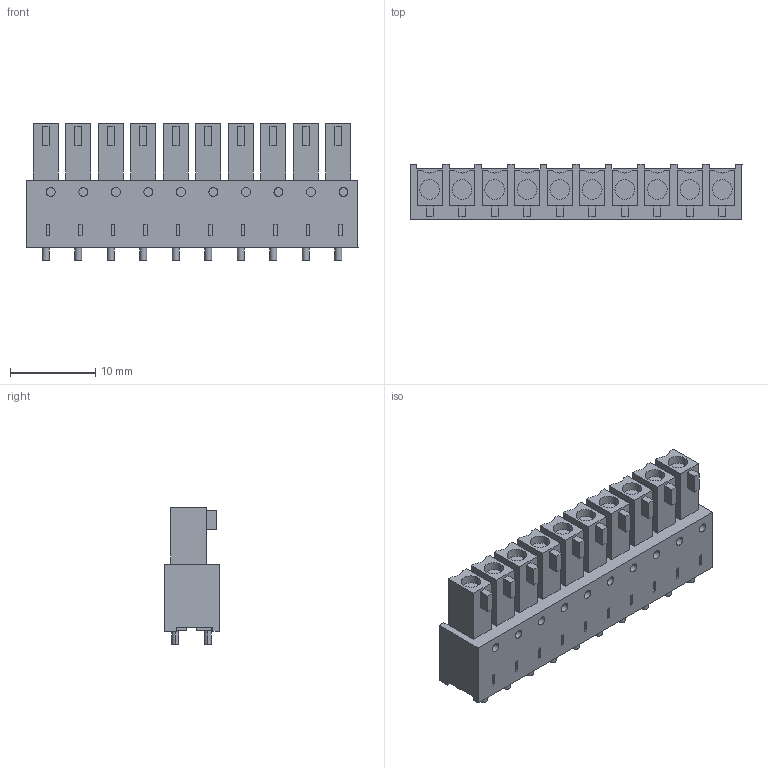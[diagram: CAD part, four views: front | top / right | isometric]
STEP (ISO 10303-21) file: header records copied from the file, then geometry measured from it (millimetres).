
FILE_DESCRIPTION(('CATIA V5 STEP Exchange','CAx-IF Rec.Pracs.--- Model Styling and Organization---1.4--- 2014-01-23'),'2;1');
FILE_NAME ('D1460932_1_1976610000_1976610000.stp','2023-04-28T10:50:58+00:00',('none'),('Weidmueller'),'CATIA Version 5-6 Release 2016 SP3 HF44','CATIA V5 STEP AP214','none');
FILE_SCHEMA(('AUTOMOTIVE_DESIGN { 1 0 10303 214 1 1 1 1 }'));
Length unit declared in the file: millimetre
Products named in the file (1): 1976610000
Bounding box: 38.89 x 6.45 x 16 mm (x, y, z)
Volume: 2470.4 mm3; surface area: 2737.4 mm2
Topology: 21 solids, 21 shells, 660 faces, 1614 edges, 1046 vertices
Faces by surface type: plane 570, cylinder 90
Entity records: 17938 total; most frequent: CARTESIAN_POINT 3345, ORIENTED_EDGE 3228, DIRECTION 2252, EDGE_CURVE 1614, VECTOR 1394, LINE 1394, VERTEX_POINT 1046, EDGE_LOOP 710
